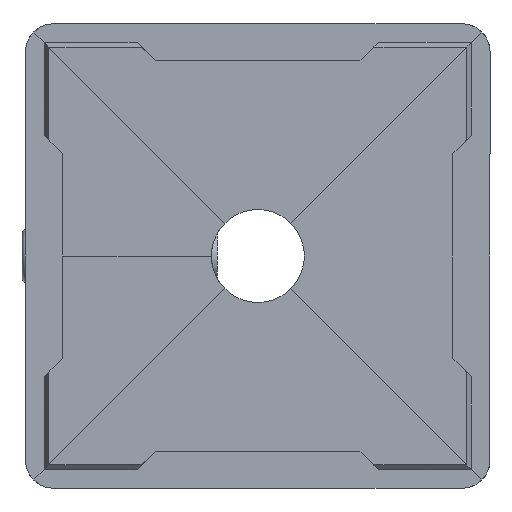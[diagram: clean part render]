
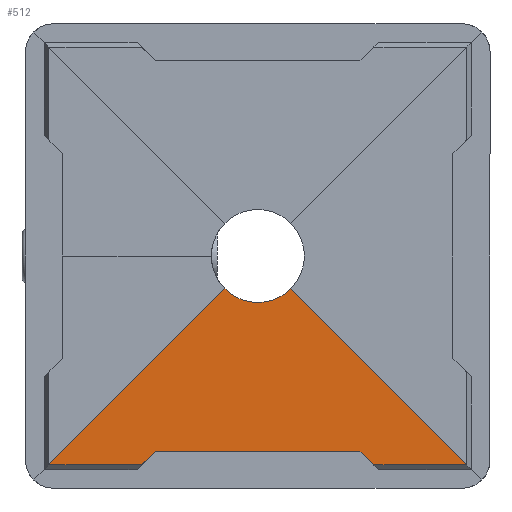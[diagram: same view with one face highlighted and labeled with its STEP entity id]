
A CAD part, front view. The second image highlights one B-rep face of the part: STEP entity #512.
In plain terms, the highlighted planar face has unit normal (0, -1, 0).
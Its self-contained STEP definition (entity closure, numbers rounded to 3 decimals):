
#51 = ORIENTED_EDGE ( 'NONE', *, *, #4048, .T. ) ;
#97 = VECTOR ( 'NONE', #3542, 1000. ) ;
#290 = DIRECTION ( 'NONE',  ( -0.707, 0., -0.707 ) ) ;
#335 = EDGE_LOOP ( 'NONE', ( #4050, #51, #441, #3673, #1056, #1922, #1689, #654, #1147 ) ) ;
#375 = EDGE_CURVE ( 'NONE', #2846, #4732, #2401, .T. ) ;
#441 = ORIENTED_EDGE ( 'NONE', *, *, #3674, .T. ) ;
#449 = DIRECTION ( 'NONE',  ( 0., 0., 1. ) ) ;
#512 = ADVANCED_FACE ( 'NONE', ( #2156 ), #1767, .F. ) ;
#546 = LINE ( 'NONE', #2774, #3146 ) ;
#588 = CARTESIAN_POINT ( 'NONE',  ( -26.1, 0., -22.5 ) ) ;
#594 = VERTEX_POINT ( 'NONE', #1452 ) ;
#654 = ORIENTED_EDGE ( 'NONE', *, *, #2918, .F. ) ;
#760 = CARTESIAN_POINT ( 'NONE',  ( 11., 0., -21. ) ) ;
#836 = LINE ( 'NONE', #760, #2901 ) ;
#872 = VECTOR ( 'NONE', #290, 1000. ) ;
#892 = CARTESIAN_POINT ( 'NONE',  ( -18.05, 0., 8.05 ) ) ;
#905 = DIRECTION ( 'NONE',  ( 1., 0., 0. ) ) ;
#911 = CIRCLE ( 'NONE', #3592, 5. ) ;
#917 = DIRECTION ( 'NONE',  ( -0.707, 0., 0.707 ) ) ;
#963 = EDGE_CURVE ( 'NONE', #1125, #594, #1181, .T. ) ;
#1031 = DIRECTION ( 'NONE',  ( 0.707, 0., -0.707 ) ) ;
#1039 = DIRECTION ( 'NONE',  ( 0., 1., 0. ) ) ;
#1056 = ORIENTED_EDGE ( 'NONE', *, *, #4261, .T. ) ;
#1125 = VERTEX_POINT ( 'NONE', #3509 ) ;
#1147 = ORIENTED_EDGE ( 'NONE', *, *, #375, .T. ) ;
#1150 = CARTESIAN_POINT ( 'NONE',  ( 3.536, 0., -3.536 ) ) ;
#1181 = LINE ( 'NONE', #3301, #2630 ) ;
#1216 = DIRECTION ( 'NONE',  ( -1., 0., 0. ) ) ;
#1343 = EDGE_CURVE ( 'NONE', #3837, #1850, #3581, .T. ) ;
#1452 = CARTESIAN_POINT ( 'NONE',  ( -22.5, 0., -22.5 ) ) ;
#1472 = VECTOR ( 'NONE', #1031, 1000. ) ;
#1546 = VERTEX_POINT ( 'NONE', #1150 ) ;
#1558 = CARTESIAN_POINT ( 'NONE',  ( 0., 0., 0. ) ) ;
#1689 = ORIENTED_EDGE ( 'NONE', *, *, #4210, .F. ) ;
#1767 = PLANE ( 'NONE',  #2476 ) ;
#1850 = VERTEX_POINT ( 'NONE', #4709 ) ;
#1887 = EDGE_CURVE ( 'NONE', #1546, #4732, #2852, .T. ) ;
#1922 = ORIENTED_EDGE ( 'NONE', *, *, #1343, .F. ) ;
#2139 = DIRECTION ( 'NONE',  ( 0., 1., 0. ) ) ;
#2156 = FACE_OUTER_BOUND ( 'NONE', #335, .T. ) ;
#2191 = CARTESIAN_POINT ( 'NONE',  ( 0., 0., -5. ) ) ;
#2302 = AXIS2_PLACEMENT_3D ( 'NONE', #3247, #2139, #3600 ) ;
#2366 = LINE ( 'NONE', #892, #2398 ) ;
#2398 = VECTOR ( 'NONE', #917, 1000. ) ;
#2401 = LINE ( 'NONE', #588, #97 ) ;
#2476 = AXIS2_PLACEMENT_3D ( 'NONE', #3975, #1039, #3642 ) ;
#2531 = CIRCLE ( 'NONE', #2302, 5. ) ;
#2630 = VECTOR ( 'NONE', #4412, 1000. ) ;
#2774 = CARTESIAN_POINT ( 'NONE',  ( -26.1, 0., -22.5 ) ) ;
#2846 = VERTEX_POINT ( 'NONE', #3325 ) ;
#2852 = LINE ( 'NONE', #4333, #1472 ) ;
#2901 = VECTOR ( 'NONE', #1216, 1000. ) ;
#2918 = EDGE_CURVE ( 'NONE', #2846, #4712, #2366, .T. ) ;
#3146 = VECTOR ( 'NONE', #905, 1000. ) ;
#3183 = CARTESIAN_POINT ( 'NONE',  ( -11., 0., -21. ) ) ;
#3247 = CARTESIAN_POINT ( 'NONE',  ( 0., 0., 0. ) ) ;
#3301 = CARTESIAN_POINT ( 'NONE',  ( -13.05, 0., -13.05 ) ) ;
#3325 = CARTESIAN_POINT ( 'NONE',  ( 12.5, 0., -22.5 ) ) ;
#3406 = DIRECTION ( 'NONE',  ( 0., 1., 0. ) ) ;
#3509 = CARTESIAN_POINT ( 'NONE',  ( -3.536, 0., -3.536 ) ) ;
#3542 = DIRECTION ( 'NONE',  ( 1., 0., 0. ) ) ;
#3581 = LINE ( 'NONE', #3183, #872 ) ;
#3592 = AXIS2_PLACEMENT_3D ( 'NONE', #1558, #3406, #449 ) ;
#3600 = DIRECTION ( 'NONE',  ( 0., 0., 1. ) ) ;
#3642 = DIRECTION ( 'NONE',  ( 0., 0., 1. ) ) ;
#3643 = VERTEX_POINT ( 'NONE', #2191 ) ;
#3673 = ORIENTED_EDGE ( 'NONE', *, *, #963, .T. ) ;
#3674 = EDGE_CURVE ( 'NONE', #3643, #1125, #911, .T. ) ;
#3689 = CARTESIAN_POINT ( 'NONE',  ( -11., 0., -21. ) ) ;
#3837 = VERTEX_POINT ( 'NONE', #3689 ) ;
#3887 = CARTESIAN_POINT ( 'NONE',  ( 11., 0., -21. ) ) ;
#3975 = CARTESIAN_POINT ( 'NONE',  ( -26.1, 0., 0. ) ) ;
#4048 = EDGE_CURVE ( 'NONE', #1546, #3643, #2531, .T. ) ;
#4050 = ORIENTED_EDGE ( 'NONE', *, *, #1887, .F. ) ;
#4177 = CARTESIAN_POINT ( 'NONE',  ( 22.5, 0., -22.5 ) ) ;
#4210 = EDGE_CURVE ( 'NONE', #4712, #3837, #836, .T. ) ;
#4261 = EDGE_CURVE ( 'NONE', #594, #1850, #546, .T. ) ;
#4333 = CARTESIAN_POINT ( 'NONE',  ( -13.05, 0., 13.05 ) ) ;
#4412 = DIRECTION ( 'NONE',  ( -0.707, 0., -0.707 ) ) ;
#4709 = CARTESIAN_POINT ( 'NONE',  ( -12.5, 0., -22.5 ) ) ;
#4712 = VERTEX_POINT ( 'NONE', #3887 ) ;
#4732 = VERTEX_POINT ( 'NONE', #4177 ) ;
